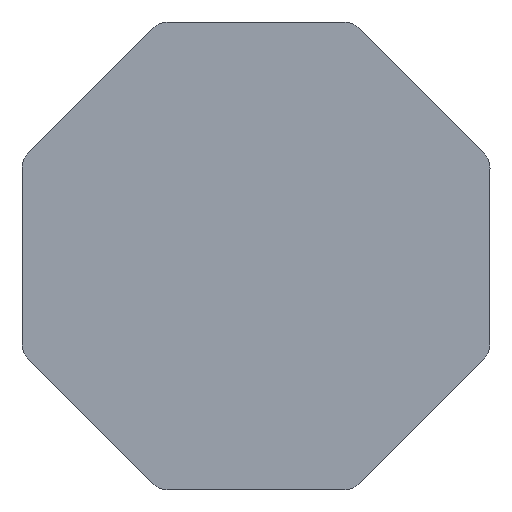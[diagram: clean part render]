
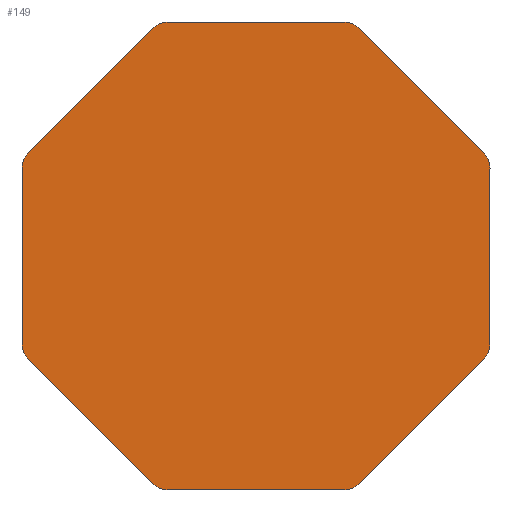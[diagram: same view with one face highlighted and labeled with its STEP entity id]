
A CAD part, top view. The second image highlights one B-rep face of the part: STEP entity #149.
In plain terms, the highlighted planar face has unit normal (0, 0, 1).
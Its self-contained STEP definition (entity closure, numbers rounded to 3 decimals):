
#129=EDGE_CURVE('',#285,#159,#345,.T.);
#133=EDGE_CURVE('',#249,#243,#349,.T.);
#149=ADVANCED_FACE('',(#365),#366,.T.);
#155=VERTEX_POINT('',#373);
#159=VERTEX_POINT('',#377);
#161=VERTEX_POINT('',#379);
#163=EDGE_CURVE('',#243,#229,#381,.T.);
#169=EDGE_CURVE('',#261,#283,#387,.T.);
#181=EDGE_CURVE('',#159,#217,#401,.T.);
#203=EDGE_CURVE('',#213,#299,#427,.T.);
#209=EDGE_CURVE('',#293,#237,#434,.T.);
#213=VERTEX_POINT('',#438);
#215=EDGE_CURVE('',#263,#293,#440,.T.);
#217=VERTEX_POINT('',#442);
#219=EDGE_CURVE('',#161,#263,#444,.T.);
#229=VERTEX_POINT('',#454);
#237=VERTEX_POINT('',#462);
#243=VERTEX_POINT('',#468);
#249=VERTEX_POINT('',#474);
#255=EDGE_CURVE('',#155,#273,#481,.T.);
#257=EDGE_CURVE('',#299,#261,#483,.T.);
#261=VERTEX_POINT('',#488);
#263=VERTEX_POINT('',#490);
#273=VERTEX_POINT('',#501);
#283=VERTEX_POINT('',#513);
#285=VERTEX_POINT('',#515);
#287=EDGE_CURVE('',#217,#161,#517,.T.);
#289=EDGE_CURVE('',#283,#285,#519,.T.);
#293=VERTEX_POINT('',#523);
#299=VERTEX_POINT('',#529);
#305=EDGE_CURVE('',#229,#155,#535,.T.);
#317=EDGE_CURVE('',#237,#249,#549,.T.);
#319=EDGE_CURVE('',#273,#213,#551,.T.);
#345=CIRCLE('',#568,0.8);
#349=LINE('',#575,#576);
#365=FACE_OUTER_BOUND('',#600,.T.);
#366=PLANE('',#601);
#373=CARTESIAN_POINT('',(0.0,5.34,0.0));
#377=CARTESIAN_POINT('',(17.1,5.34,0.0));
#379=CARTESIAN_POINT('',(16.866,12.326,0.0));
#381=CIRCLE('',#620,0.8);
#387=CIRCLE('',#630,0.8);
#401=LINE('',#650,#651);
#427=CIRCLE('',#681,0.8);
#434=LINE('',#688,#689);
#438=CARTESIAN_POINT('',(4.774,0.234,0.0));
#440=CIRCLE('',#698,0.8);
#442=CARTESIAN_POINT('',(17.1,11.76,0.0));
#444=LINE('',#703,#704);
#454=CARTESIAN_POINT('',(0.,11.76,0.0));
#462=CARTESIAN_POINT('',(5.34,17.1,0.0));
#468=CARTESIAN_POINT('',(0.234,12.326,0.0));
#474=CARTESIAN_POINT('',(4.774,16.866,0.0));
#481=CIRCLE('',#755,0.8);
#483=LINE('',#758,#759);
#488=CARTESIAN_POINT('',(11.76,0.0,0.0));
#490=CARTESIAN_POINT('',(12.326,16.866,0.0));
#501=CARTESIAN_POINT('',(0.234,4.774,0.0));
#513=CARTESIAN_POINT('',(12.326,0.234,0.0));
#515=CARTESIAN_POINT('',(16.866,4.774,0.0));
#517=CIRCLE('',#800,0.8);
#519=LINE('',#803,#804);
#523=CARTESIAN_POINT('',(11.76,17.1,0.0));
#529=CARTESIAN_POINT('',(5.34,0.0,0.0));
#535=LINE('',#828,#829);
#549=CIRCLE('',#848,0.8);
#551=LINE('',#851,#852);
#568=AXIS2_PLACEMENT_3D('',#870,#871,#872);
#575=CARTESIAN_POINT('',(4.774,16.866,0.0));
#576=VECTOR('',#874,1.0);
#600=EDGE_LOOP('',(#880,#881,#882,#883,#884,#885,#886,#887,#888,#889,#890,#891,#892,#893,#894,#895));
#601=AXIS2_PLACEMENT_3D('',#896,#897,#898);
#620=AXIS2_PLACEMENT_3D('',#911,#912,#913);
#630=AXIS2_PLACEMENT_3D('',#918,#919,#920);
#650=CARTESIAN_POINT('',(17.1,5.34,0.0));
#651=VECTOR('',#942,1.0);
#681=AXIS2_PLACEMENT_3D('',#979,#980,#981);
#688=CARTESIAN_POINT('',(11.76,17.1,0.0));
#689=VECTOR('',#991,1.0);
#698=AXIS2_PLACEMENT_3D('',#993,#994,#995);
#703=CARTESIAN_POINT('',(16.866,12.326,0.0));
#704=VECTOR('',#996,1.0);
#755=AXIS2_PLACEMENT_3D('',#1026,#1027,#1028);
#758=CARTESIAN_POINT('',(5.34,0.0,0.0));
#759=VECTOR('',#1029,1.0);
#800=AXIS2_PLACEMENT_3D('',#1070,#1071,#1072);
#803=CARTESIAN_POINT('',(12.326,0.234,0.0));
#804=VECTOR('',#1073,1.0);
#828=CARTESIAN_POINT('',(0.0,11.76,0.0));
#829=VECTOR('',#1080,1.0);
#848=AXIS2_PLACEMENT_3D('',#1099,#1100,#1101);
#851=CARTESIAN_POINT('',(0.234,4.774,0.0));
#852=VECTOR('',#1102,1.0);
#870=CARTESIAN_POINT('',(16.3,5.34,0.0));
#871=DIRECTION('',(0.0,0.0,1.0));
#872=DIRECTION('',(0.707,-0.707,0.0));
#874=DIRECTION('',(-0.707,-0.707,0.0));
#880=ORIENTED_EDGE('',*,*,#257,.T.);
#881=ORIENTED_EDGE('',*,*,#169,.T.);
#882=ORIENTED_EDGE('',*,*,#289,.T.);
#883=ORIENTED_EDGE('',*,*,#129,.T.);
#884=ORIENTED_EDGE('',*,*,#181,.T.);
#885=ORIENTED_EDGE('',*,*,#287,.T.);
#886=ORIENTED_EDGE('',*,*,#219,.T.);
#887=ORIENTED_EDGE('',*,*,#215,.T.);
#888=ORIENTED_EDGE('',*,*,#209,.T.);
#889=ORIENTED_EDGE('',*,*,#317,.T.);
#890=ORIENTED_EDGE('',*,*,#133,.T.);
#891=ORIENTED_EDGE('',*,*,#163,.T.);
#892=ORIENTED_EDGE('',*,*,#305,.T.);
#893=ORIENTED_EDGE('',*,*,#255,.T.);
#894=ORIENTED_EDGE('',*,*,#319,.T.);
#895=ORIENTED_EDGE('',*,*,#203,.T.);
#896=CARTESIAN_POINT('',(8.55,8.55,0.0));
#897=DIRECTION('',(0.0,0.0,1.0));
#898=DIRECTION('',(1.0,0.0,0.0));
#911=CARTESIAN_POINT('',(0.8,11.76,0.0));
#912=DIRECTION('',(0.0,0.0,1.0));
#913=DIRECTION('',(-0.707,0.707,0.0));
#918=CARTESIAN_POINT('',(11.76,0.8,0.0));
#919=DIRECTION('',(0.0,0.0,1.0));
#920=DIRECTION('',(0.,-1.0,0.0));
#942=DIRECTION('',(0.0,1.0,0.0));
#979=CARTESIAN_POINT('',(5.34,0.8,0.0));
#980=DIRECTION('',(0.0,0.0,1.0));
#981=DIRECTION('',(-0.707,-0.707,0.0));
#991=DIRECTION('',(-1.0,0.0,0.0));
#993=CARTESIAN_POINT('',(11.76,16.3,0.0));
#994=DIRECTION('',(0.0,-0.0,1.0));
#995=DIRECTION('',(0.707,0.707,0.0));
#996=DIRECTION('',(-0.707,0.707,0.0));
#1026=CARTESIAN_POINT('',(0.8,5.34,0.0));
#1027=DIRECTION('',(0.0,0.0,1.0));
#1028=DIRECTION('',(-1.0,0.,0.0));
#1029=DIRECTION('',(1.0,0.0,0.0));
#1070=CARTESIAN_POINT('',(16.3,11.76,0.0));
#1071=DIRECTION('',(0.0,-0.0,1.0));
#1072=DIRECTION('',(1.0,0.,0.0));
#1073=DIRECTION('',(0.707,0.707,0.0));
#1080=DIRECTION('',(0.0,-1.0,0.0));
#1099=CARTESIAN_POINT('',(5.34,16.3,0.0));
#1100=DIRECTION('',(0.0,0.0,1.0));
#1101=DIRECTION('',(0.,1.0,0.0));
#1102=DIRECTION('',(0.707,-0.707,0.0));
